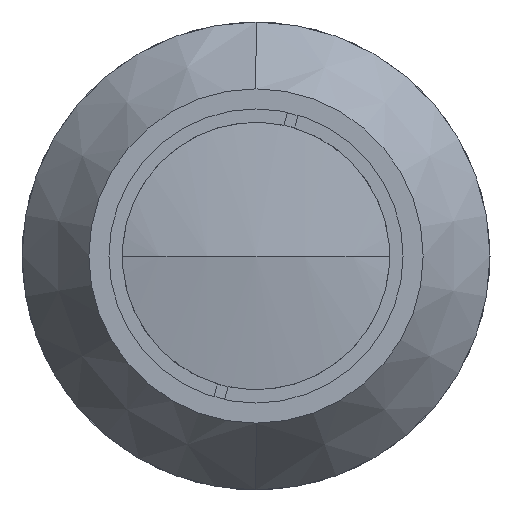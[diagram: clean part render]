
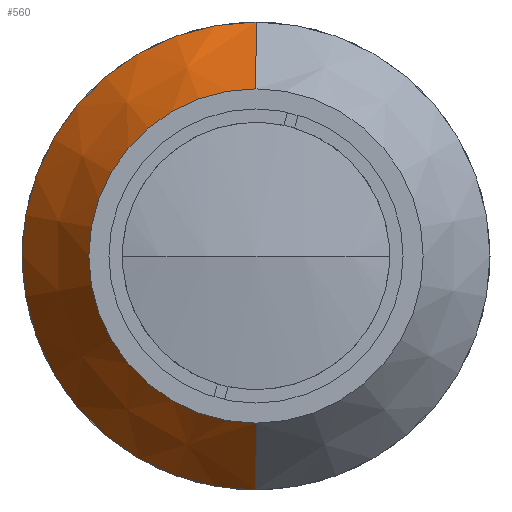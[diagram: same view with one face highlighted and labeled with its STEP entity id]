
A CAD part, left-side view. The second image highlights one B-rep face of the part: STEP entity #560.
In plain terms, the highlighted conical face has half-angle 35 degrees and reference radius 21 mm.
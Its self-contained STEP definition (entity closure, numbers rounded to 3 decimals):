
#97 = AXIS2_PLACEMENT_3D ( 'NONE', #201, #4540, #2998 ) ;
#161 = ORIENTED_EDGE ( 'NONE', *, *, #819, .F. ) ;
#183 = LINE ( 'NONE', #2885, #523 ) ;
#201 = CARTESIAN_POINT ( 'NONE',  ( 23.569, 0., 0. ) ) ;
#267 = DIRECTION ( 'NONE',  ( -1., 0., 0. ) ) ;
#462 = ORIENTED_EDGE ( 'NONE', *, *, #4237, .T. ) ;
#484 = DIRECTION ( 'NONE',  ( 0., 0., -1. ) ) ;
#523 = VECTOR ( 'NONE', #770, 1000. ) ;
#560 = ADVANCED_FACE ( 'NONE', ( #2581 ), #1368, .T. ) ;
#770 = DIRECTION ( 'NONE',  ( 0.819, 0., 0.574 ) ) ;
#819 = EDGE_CURVE ( 'NONE', #1464, #2913, #4531, .T. ) ;
#903 = EDGE_CURVE ( 'NONE', #3993, #1464, #3239, .T. ) ;
#924 = VERTEX_POINT ( 'NONE', #3368 ) ;
#1185 = CARTESIAN_POINT ( 'NONE',  ( 15., 0., 15. ) ) ;
#1368 = CONICAL_SURFACE ( 'NONE', #3964, 21., 0.611 ) ;
#1464 = VERTEX_POINT ( 'NONE', #4446 ) ;
#1701 = EDGE_CURVE ( 'NONE', #3993, #924, #183, .T. ) ;
#1844 = AXIS2_PLACEMENT_3D ( 'NONE', #3744, #267, #3458 ) ;
#1873 = CARTESIAN_POINT ( 'NONE',  ( 23.569, 0., -21. ) ) ;
#2050 = EDGE_LOOP ( 'NONE', ( #2867, #3271, #462, #161 ) ) ;
#2238 = DIRECTION ( 'NONE',  ( 1., 0., 0. ) ) ;
#2581 = FACE_OUTER_BOUND ( 'NONE', #2050, .T. ) ;
#2731 = CIRCLE ( 'NONE', #97, 21. ) ;
#2789 = CARTESIAN_POINT ( 'NONE',  ( 23.569, 0., -21. ) ) ;
#2867 = ORIENTED_EDGE ( 'NONE', *, *, #903, .F. ) ;
#2885 = CARTESIAN_POINT ( 'NONE',  ( 23.569, 0., 21. ) ) ;
#2913 = VERTEX_POINT ( 'NONE', #1873 ) ;
#2998 = DIRECTION ( 'NONE',  ( 0., 0., 1. ) ) ;
#3239 = CIRCLE ( 'NONE', #1844, 15. ) ;
#3271 = ORIENTED_EDGE ( 'NONE', *, *, #1701, .T. ) ;
#3368 = CARTESIAN_POINT ( 'NONE',  ( 23.569, 0., 21. ) ) ;
#3458 = DIRECTION ( 'NONE',  ( 0., 0., 1. ) ) ;
#3744 = CARTESIAN_POINT ( 'NONE',  ( 15., 0., 0. ) ) ;
#3964 = AXIS2_PLACEMENT_3D ( 'NONE', #3981, #2238, #484 ) ;
#3981 = CARTESIAN_POINT ( 'NONE',  ( 23.569, 0., 0. ) ) ;
#3993 = VERTEX_POINT ( 'NONE', #1185 ) ;
#4119 = VECTOR ( 'NONE', #4186, 1000. ) ;
#4186 = DIRECTION ( 'NONE',  ( 0.819, 0., -0.574 ) ) ;
#4237 = EDGE_CURVE ( 'NONE', #924, #2913, #2731, .T. ) ;
#4446 = CARTESIAN_POINT ( 'NONE',  ( 15., 0., -15. ) ) ;
#4531 = LINE ( 'NONE', #2789, #4119 ) ;
#4540 = DIRECTION ( 'NONE',  ( -1., 0., 0. ) ) ;
